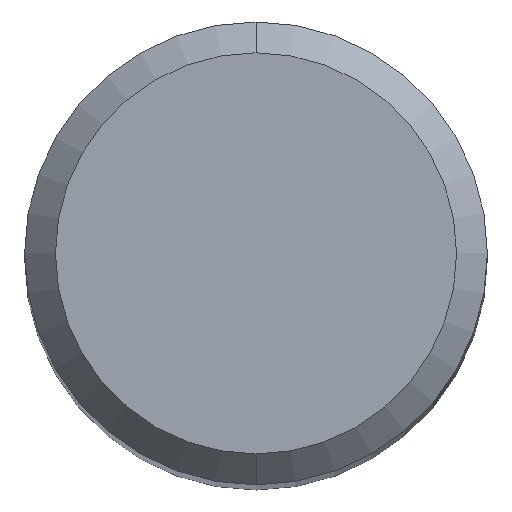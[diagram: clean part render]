
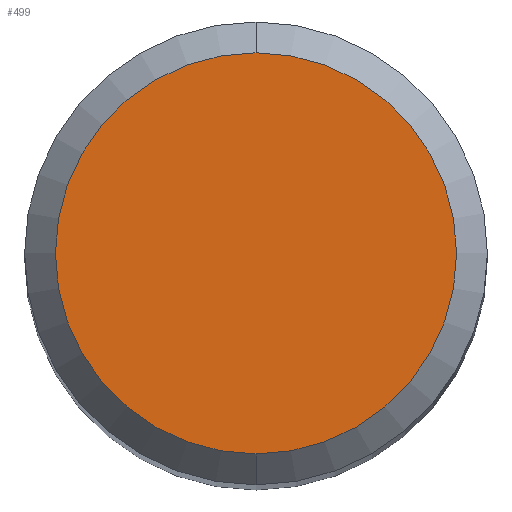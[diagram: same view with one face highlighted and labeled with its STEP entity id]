
A CAD part, top view. The second image highlights one B-rep face of the part: STEP entity #499.
In plain terms, the highlighted planar face has unit normal (0, 0, 1).
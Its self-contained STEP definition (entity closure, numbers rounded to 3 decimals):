
#355=EDGE_CURVE('',#373,#697,#976,.T.);
#373=VERTEX_POINT('',#996);
#499=ADVANCED_FACE('',(#1131),#1132,.T.);
#659=EDGE_CURVE('',#697,#373,#1305,.T.);
#697=VERTEX_POINT('',#1348);
#976=CIRCLE('',#1677,2.6);
#996=CARTESIAN_POINT('',(0.0,2.6,0.0));
#1131=FACE_OUTER_BOUND('',#3497,.T.);
#1132=PLANE('',#3498);
#1305=CIRCLE('',#5477,2.6);
#1348=CARTESIAN_POINT('',(0.,-2.6,0.0));
#1677=AXIS2_PLACEMENT_3D('',#9652,#9653,#9654);
#3497=EDGE_LOOP('',(#9827,#9828));
#3498=AXIS2_PLACEMENT_3D('',#9829,#9830,#9831);
#5477=AXIS2_PLACEMENT_3D('',#9987,#9988,#9989);
#9652=CARTESIAN_POINT('',(0.0,0.0,0.0));
#9653=DIRECTION('',(0.0,0.0,-1.0));
#9654=DIRECTION('',(0.0,1.0,0.0));
#9827=ORIENTED_EDGE('',*,*,#355,.F.);
#9828=ORIENTED_EDGE('',*,*,#659,.F.);
#9829=CARTESIAN_POINT('',(0.0,1.3,0.0));
#9830=DIRECTION('',(-0.0,0.0,1.0));
#9831=DIRECTION('',(0.0,-1.0,0.0));
#9987=CARTESIAN_POINT('',(0.0,0.0,0.0));
#9988=DIRECTION('',(0.0,0.0,-1.0));
#9989=DIRECTION('',(0.0,1.0,0.0));
